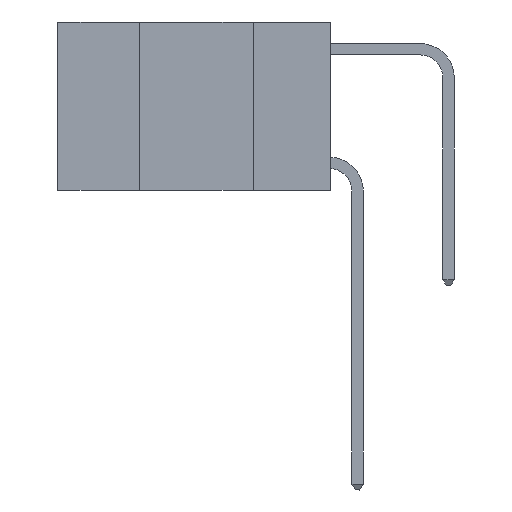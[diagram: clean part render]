
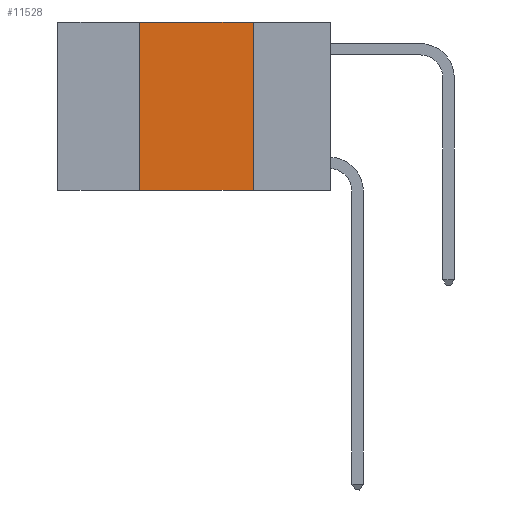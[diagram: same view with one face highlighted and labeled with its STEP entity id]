
A CAD part, left-side view. The second image highlights one B-rep face of the part: STEP entity #11528.
In plain terms, the highlighted planar face has unit normal (-1, 0, 0).
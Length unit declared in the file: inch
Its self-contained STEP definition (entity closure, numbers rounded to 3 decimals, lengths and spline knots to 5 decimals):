
#36 = ORIENTED_EDGE ( 'NONE', *, *, #9862, .F. ) ;
#654 = ORIENTED_EDGE ( 'NONE', *, *, #8614, .T. ) ;
#2031 = DIRECTION ( 'NONE',  ( 0., -1., 0. ) ) ;
#2217 = EDGE_CURVE ( 'NONE', #3812, #12102, #10570, .T. ) ;
#3664 = CARTESIAN_POINT ( 'NONE',  ( 0., 0.17, -0.37 ) ) ;
#3812 = VERTEX_POINT ( 'NONE', #5177 ) ;
#3966 = CARTESIAN_POINT ( 'NONE',  ( 0., 0.6, 0. ) ) ;
#5177 = CARTESIAN_POINT ( 'NONE',  ( 0., 0.17, 0. ) ) ;
#6243 = VECTOR ( 'NONE', #10996, 39.37008 ) ;
#6545 = LINE ( 'NONE', #21253, #20865 ) ;
#6720 = VECTOR ( 'NONE', #10696, 39.37008 ) ;
#7017 = AXIS2_PLACEMENT_3D ( 'NONE', #7654, #22576, #11441 ) ;
#7647 = FACE_OUTER_BOUND ( 'NONE', #22844, .T. ) ;
#7654 = CARTESIAN_POINT ( 'NONE',  ( 0., 0.6, 0. ) ) ;
#8614 = EDGE_CURVE ( 'NONE', #17318, #12102, #11264, .T. ) ;
#8766 = EDGE_CURVE ( 'NONE', #21186, #3812, #17653, .T. ) ;
#9019 = CARTESIAN_POINT ( 'NONE',  ( 0., 0.6, -0.37 ) ) ;
#9862 = EDGE_CURVE ( 'NONE', #17318, #21186, #6545, .T. ) ;
#10570 = LINE ( 'NONE', #21847, #6720 ) ;
#10696 = DIRECTION ( 'NONE',  ( 0., 0., -1. ) ) ;
#10996 = DIRECTION ( 'NONE',  ( 0., -1., 0. ) ) ;
#11046 = CARTESIAN_POINT ( 'NONE',  ( 0., 0.42, 0. ) ) ;
#11264 = LINE ( 'NONE', #9019, #6243 ) ;
#11441 = DIRECTION ( 'NONE',  ( 0., 0., -1. ) ) ;
#11528 = ADVANCED_FACE ( 'NONE', ( #7647 ), #20713, .F. ) ;
#12102 = VERTEX_POINT ( 'NONE', #3664 ) ;
#14560 = ORIENTED_EDGE ( 'NONE', *, *, #8766, .F. ) ;
#17318 = VERTEX_POINT ( 'NONE', #23437 ) ;
#17653 = LINE ( 'NONE', #3966, #22024 ) ;
#18903 = ORIENTED_EDGE ( 'NONE', *, *, #2217, .F. ) ;
#20713 = PLANE ( 'NONE',  #7017 ) ;
#20865 = VECTOR ( 'NONE', #23117, 39.37008 ) ;
#21186 = VERTEX_POINT ( 'NONE', #11046 ) ;
#21253 = CARTESIAN_POINT ( 'NONE',  ( 0., 0.42, 0. ) ) ;
#21847 = CARTESIAN_POINT ( 'NONE',  ( 0., 0.17, 0. ) ) ;
#22024 = VECTOR ( 'NONE', #2031, 39.37008 ) ;
#22576 = DIRECTION ( 'NONE',  ( 1., 0., 0. ) ) ;
#22844 = EDGE_LOOP ( 'NONE', ( #18903, #14560, #36, #654 ) ) ;
#23117 = DIRECTION ( 'NONE',  ( 0., 0., 1. ) ) ;
#23437 = CARTESIAN_POINT ( 'NONE',  ( 0., 0.42, -0.37 ) ) ;
